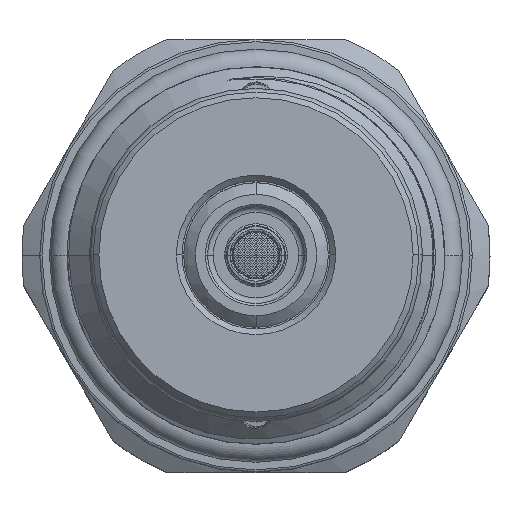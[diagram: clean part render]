
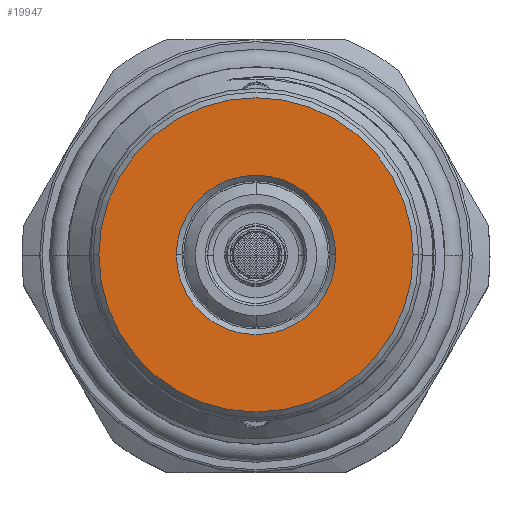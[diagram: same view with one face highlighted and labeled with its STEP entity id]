
A CAD part, top view. The second image highlights one B-rep face of the part: STEP entity #19947.
In plain terms, the highlighted planar face has unit normal (0, 0, 1).
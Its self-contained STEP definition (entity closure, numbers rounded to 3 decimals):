
#1506 = ORIENTED_EDGE ( 'NONE', *, *, #41206, .T. ) ;
#4844 = EDGE_CURVE ( 'NONE', #29520, #47333, #7213, .T. ) ;
#5031 = DIRECTION ( 'NONE',  ( 0., 0., -1. ) ) ;
#5360 = CARTESIAN_POINT ( 'NONE',  ( 0., 0., 0. ) ) ;
#6218 = DIRECTION ( 'NONE',  ( 1., 0., 0. ) ) ;
#7213 = CIRCLE ( 'NONE', #16025, 13.8 ) ;
#9161 = DIRECTION ( 'NONE',  ( 1., 0., 0. ) ) ;
#9493 = DIRECTION ( 'NONE',  ( 0., 0., -1. ) ) ;
#12388 = ORIENTED_EDGE ( 'NONE', *, *, #4844, .T. ) ;
#13592 = AXIS2_PLACEMENT_3D ( 'NONE', #5360, #9493, #6218 ) ;
#14270 = DIRECTION ( 'NONE',  ( 1., 0., 0. ) ) ;
#14341 = EDGE_CURVE ( 'NONE', #21064, #42977, #33863, .T. ) ;
#14761 = CIRCLE ( 'NONE', #20586, 13.8 ) ;
#16025 = AXIS2_PLACEMENT_3D ( 'NONE', #22361, #43304, #14270 ) ;
#18254 = EDGE_LOOP ( 'NONE', ( #20673, #20789 ) ) ;
#19947 = ADVANCED_FACE ( 'NONE', ( #21012, #47078 ), #27532, .T. ) ;
#20586 = AXIS2_PLACEMENT_3D ( 'NONE', #26145, #34716, #34020 ) ;
#20673 = ORIENTED_EDGE ( 'NONE', *, *, #48813, .T. ) ;
#20789 = ORIENTED_EDGE ( 'NONE', *, *, #14341, .T. ) ;
#21012 = FACE_BOUND ( 'NONE', #18254, .T. ) ;
#21064 = VERTEX_POINT ( 'NONE', #36480 ) ;
#21839 = CIRCLE ( 'NONE', #32855, 7. ) ;
#22361 = CARTESIAN_POINT ( 'NONE',  ( 0., 0., 0. ) ) ;
#26145 = CARTESIAN_POINT ( 'NONE',  ( 0., 0., 0. ) ) ;
#27357 = DIRECTION ( 'NONE',  ( 0., 0., 1. ) ) ;
#27532 = PLANE ( 'NONE',  #31449 ) ;
#28232 = CARTESIAN_POINT ( 'NONE',  ( 7., 0., 0. ) ) ;
#28376 = CARTESIAN_POINT ( 'NONE',  ( -13.8, 0., 0. ) ) ;
#29520 = VERTEX_POINT ( 'NONE', #35992 ) ;
#30953 = DIRECTION ( 'NONE',  ( 1., 0., 0. ) ) ;
#31449 = AXIS2_PLACEMENT_3D ( 'NONE', #51730, #27357, #30953 ) ;
#32855 = AXIS2_PLACEMENT_3D ( 'NONE', #46801, #5031, #9161 ) ;
#32935 = EDGE_LOOP ( 'NONE', ( #1506, #12388 ) ) ;
#33863 = CIRCLE ( 'NONE', #13592, 7. ) ;
#34020 = DIRECTION ( 'NONE',  ( 1., 0., 0. ) ) ;
#34716 = DIRECTION ( 'NONE',  ( 0., 0., 1. ) ) ;
#35992 = CARTESIAN_POINT ( 'NONE',  ( 13.8, 0., 0. ) ) ;
#36480 = CARTESIAN_POINT ( 'NONE',  ( -7., 0., 0. ) ) ;
#41206 = EDGE_CURVE ( 'NONE', #47333, #29520, #14761, .T. ) ;
#42977 = VERTEX_POINT ( 'NONE', #28232 ) ;
#43304 = DIRECTION ( 'NONE',  ( 0., 0., 1. ) ) ;
#46801 = CARTESIAN_POINT ( 'NONE',  ( 0., 0., 0. ) ) ;
#47078 = FACE_OUTER_BOUND ( 'NONE', #32935, .T. ) ;
#47333 = VERTEX_POINT ( 'NONE', #28376 ) ;
#48813 = EDGE_CURVE ( 'NONE', #42977, #21064, #21839, .T. ) ;
#51730 = CARTESIAN_POINT ( 'NONE',  ( 0., 0., 0. ) ) ;
